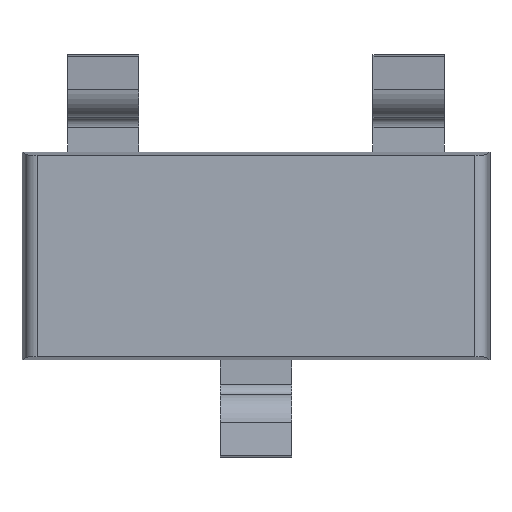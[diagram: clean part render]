
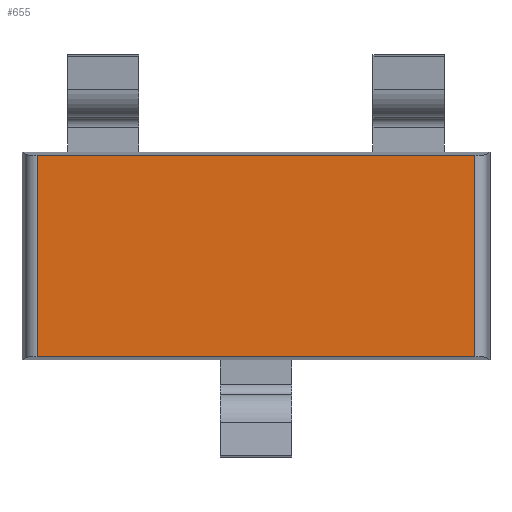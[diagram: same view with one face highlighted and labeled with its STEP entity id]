
A CAD part, front view. The second image highlights one B-rep face of the part: STEP entity #655.
In plain terms, the highlighted planar face has unit normal (0, -1, 0).
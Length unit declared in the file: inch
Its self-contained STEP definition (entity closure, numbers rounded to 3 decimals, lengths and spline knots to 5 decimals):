
#270=DIRECTION('',(0.,0.,-1.));
#271=VECTOR('',#270,0.04943);
#272=CARTESIAN_POINT('',(-0.05374,-0.014,0.02471));
#273=LINE('',#272,#271);
#306=DIRECTION('',(1.,0.,0.));
#307=VECTOR('',#306,0.10748);
#308=CARTESIAN_POINT('',(-0.05374,-0.014,-0.02471));
#309=LINE('',#308,#307);
#313=DIRECTION('',(-1.,0.,0.));
#314=VECTOR('',#313,0.10748);
#315=CARTESIAN_POINT('',(0.05374,-0.014,0.02471));
#316=LINE('',#315,#314);
#320=DIRECTION('',(0.,0.,1.));
#321=VECTOR('',#320,0.04943);
#322=CARTESIAN_POINT('',(0.05374,-0.014,-0.02471));
#323=LINE('',#322,#321);
#380=CARTESIAN_POINT('',(0.05374,-0.014,-0.02471));
#381=CARTESIAN_POINT('',(0.05374,-0.014,0.02471));
#382=VERTEX_POINT('',#380);
#383=VERTEX_POINT('',#381);
#396=CARTESIAN_POINT('',(-0.05374,-0.014,0.02471));
#397=CARTESIAN_POINT('',(-0.05374,-0.014,-0.02471));
#398=VERTEX_POINT('',#396);
#399=VERTEX_POINT('',#397);
#643=CARTESIAN_POINT('',(0.,-0.014,0.));
#644=DIRECTION('',(0.,-1.,0.));
#645=DIRECTION('',(-1.,0.,0.));
#646=AXIS2_PLACEMENT_3D('',#643,#644,#645);
#647=PLANE('',#646);
#649=ORIENTED_EDGE('',*,*,#648,.F.);
#650=ORIENTED_EDGE('',*,*,#622,.F.);
#651=ORIENTED_EDGE('',*,*,#635,.F.);
#652=ORIENTED_EDGE('',*,*,#591,.F.);
#653=EDGE_LOOP('',(#649,#650,#651,#652));
#654=FACE_OUTER_BOUND('',#653,.F.);
#655=ADVANCED_FACE('',(#654),#647,.T.);
#591=EDGE_CURVE('',#383,#398,#316,.T.);
#622=EDGE_CURVE('',#399,#382,#309,.T.);
#635=EDGE_CURVE('',#398,#399,#273,.T.);
#648=EDGE_CURVE('',#382,#383,#323,.T.);
